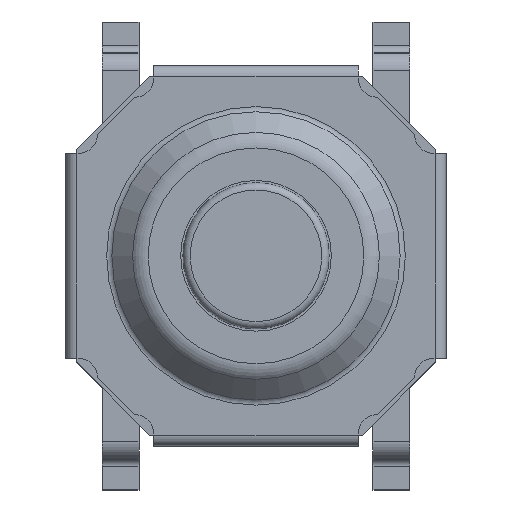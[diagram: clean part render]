
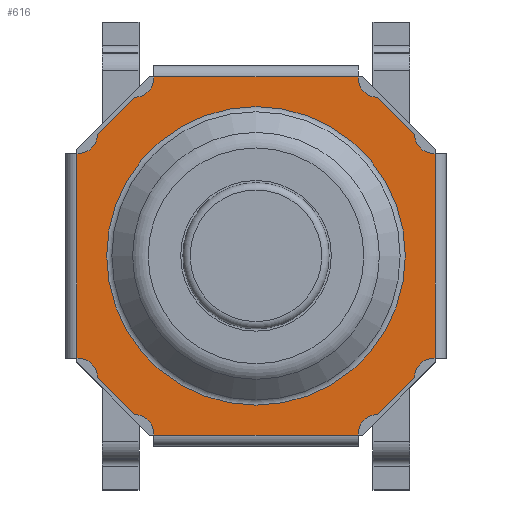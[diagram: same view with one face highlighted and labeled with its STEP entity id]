
A CAD part, top view. The second image highlights one B-rep face of the part: STEP entity #616.
In plain terms, the highlighted planar face has unit normal (0, 0, 1).
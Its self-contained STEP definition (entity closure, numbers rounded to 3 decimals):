
#616=ADVANCED_FACE('',(#2297,#2299),#2301,.T.);
#2297=FACE_BOUND('',#2298,.T.);
#2298=EDGE_LOOP('',(#3648,#3649,#3650,#3651,#3652,#3653,#3654,#3655,#3656,#3657,
#3658,#3659,#3660,#3661,#3662,#3663,#3664,#3665,#3666,#3667,#3668,#3669,#3670,#3671));
#2299=FACE_BOUND('',#2300,.T.);
#2300=EDGE_LOOP('',(#3672));
#2301=PLANE('',#2302);
#2302=AXIS2_PLACEMENT_3D('',#2303,#2304,#2305);
#2303=CARTESIAN_POINT('',(0.,0.,0.85));
#2304=DIRECTION('',(0.,0.,1.));
#2305=DIRECTION('',(1.,0.,0.));
#3648=ORIENTED_EDGE('',*,*,#4493,.T.);
#3649=ORIENTED_EDGE('',*,*,#4482,.T.);
#3650=ORIENTED_EDGE('',*,*,#4479,.T.);
#3651=ORIENTED_EDGE('',*,*,#4477,.T.);
#3652=ORIENTED_EDGE('',*,*,#4475,.T.);
#3653=ORIENTED_EDGE('',*,*,#4473,.T.);
#3654=ORIENTED_EDGE('',*,*,#4494,.T.);
#3655=ORIENTED_EDGE('',*,*,#4468,.T.);
#3656=ORIENTED_EDGE('',*,*,#4465,.T.);
#3657=ORIENTED_EDGE('',*,*,#4463,.T.);
#3658=ORIENTED_EDGE('',*,*,#4461,.T.);
#3659=ORIENTED_EDGE('',*,*,#4459,.T.);
#3660=ORIENTED_EDGE('',*,*,#4495,.T.);
#3661=ORIENTED_EDGE('',*,*,#4454,.T.);
#3662=ORIENTED_EDGE('',*,*,#4451,.T.);
#3663=ORIENTED_EDGE('',*,*,#4449,.T.);
#3664=ORIENTED_EDGE('',*,*,#4447,.T.);
#3665=ORIENTED_EDGE('',*,*,#4445,.T.);
#3666=ORIENTED_EDGE('',*,*,#4496,.T.);
#3667=ORIENTED_EDGE('',*,*,#4440,.T.);
#3668=ORIENTED_EDGE('',*,*,#4437,.T.);
#3669=ORIENTED_EDGE('',*,*,#4435,.T.);
#3670=ORIENTED_EDGE('',*,*,#4433,.T.);
#3671=ORIENTED_EDGE('',*,*,#4431,.T.);
#3672=ORIENTED_EDGE('',*,*,#4497,.F.);
#4431=EDGE_CURVE('',#4983,#4981,#4984,.T.);
#4433=EDGE_CURVE('',#4986,#4983,#4987,.T.);
#4435=EDGE_CURVE('',#4989,#4986,#4990,.T.);
#4437=EDGE_CURVE('',#4992,#4989,#4993,.T.);
#4440=EDGE_CURVE('',#4995,#4992,#4997,.T.);
#4445=EDGE_CURVE('',#5005,#5003,#5006,.T.);
#4447=EDGE_CURVE('',#5008,#5005,#5009,.T.);
#4449=EDGE_CURVE('',#5011,#5008,#5012,.T.);
#4451=EDGE_CURVE('',#5014,#5011,#5015,.T.);
#4454=EDGE_CURVE('',#5017,#5014,#5019,.T.);
#4459=EDGE_CURVE('',#5027,#5025,#5028,.T.);
#4461=EDGE_CURVE('',#5030,#5027,#5031,.T.);
#4463=EDGE_CURVE('',#5033,#5030,#5034,.T.);
#4465=EDGE_CURVE('',#5036,#5033,#5037,.T.);
#4468=EDGE_CURVE('',#5039,#5036,#5041,.T.);
#4473=EDGE_CURVE('',#5049,#5047,#5050,.T.);
#4475=EDGE_CURVE('',#5052,#5049,#5053,.T.);
#4477=EDGE_CURVE('',#5055,#5052,#5056,.T.);
#4479=EDGE_CURVE('',#5058,#5055,#5059,.T.);
#4482=EDGE_CURVE('',#5061,#5058,#5063,.T.);
#4493=EDGE_CURVE('',#4981,#5061,#5081,.T.);
#4494=EDGE_CURVE('',#5047,#5039,#5082,.T.);
#4495=EDGE_CURVE('',#5025,#5017,#5083,.T.);
#4496=EDGE_CURVE('',#5003,#4995,#5084,.T.);
#4497=EDGE_CURVE('',#5085,#5085,#5086,.T.);
#4981=VERTEX_POINT('',#5989);
#4983=VERTEX_POINT('',#5993);
#4984=LINE('',#5994,#5995);
#4986=VERTEX_POINT('',#6000);
#4987=CIRCLE('',#6001,0.26);
#4989=VERTEX_POINT('',#6008);
#4990=LINE('',#6009,#6010);
#4992=VERTEX_POINT('',#6015);
#4993=CIRCLE('',#6016,0.26);
#4995=VERTEX_POINT('',#6023);
#4997=LINE('',#6027,#6028);
#5003=VERTEX_POINT('',#6043);
#5005=VERTEX_POINT('',#6047);
#5006=LINE('',#6048,#6049);
#5008=VERTEX_POINT('',#6054);
#5009=CIRCLE('',#6055,0.26);
#5011=VERTEX_POINT('',#6062);
#5012=LINE('',#6063,#6064);
#5014=VERTEX_POINT('',#6069);
#5015=CIRCLE('',#6070,0.26);
#5017=VERTEX_POINT('',#6077);
#5019=LINE('',#6081,#6082);
#5025=VERTEX_POINT('',#6097);
#5027=VERTEX_POINT('',#6101);
#5028=LINE('',#6102,#6103);
#5030=VERTEX_POINT('',#6108);
#5031=CIRCLE('',#6109,0.26);
#5033=VERTEX_POINT('',#6116);
#5034=LINE('',#6117,#6118);
#5036=VERTEX_POINT('',#6123);
#5037=CIRCLE('',#6124,0.26);
#5039=VERTEX_POINT('',#6131);
#5041=LINE('',#6135,#6136);
#5047=VERTEX_POINT('',#6151);
#5049=VERTEX_POINT('',#6155);
#5050=LINE('',#6156,#6157);
#5052=VERTEX_POINT('',#6162);
#5053=CIRCLE('',#6163,0.26);
#5055=VERTEX_POINT('',#6170);
#5056=LINE('',#6171,#6172);
#5058=VERTEX_POINT('',#6177);
#5059=CIRCLE('',#6178,0.26);
#5061=VERTEX_POINT('',#6185);
#5063=LINE('',#6189,#6190);
#5081=LINE('',#6234,#6235);
#5082=LINE('',#6237,#6238);
#5083=LINE('',#6240,#6241);
#5084=LINE('',#6243,#6244);
#5085=VERTEX_POINT('',#6246);
#5086=CIRCLE('',#6247,2.041);
#5989=CARTESIAN_POINT('',(2.45,-1.4,0.85));
#5993=CARTESIAN_POINT('',(2.429,-1.4,0.85));
#5994=CARTESIAN_POINT('',(2.429,-1.4,0.85));
#5995=VECTOR('',#5996,1.);
#5996=DIRECTION('',(1.,0.,0.));
#6000=CARTESIAN_POINT('',(2.169,-1.66,0.85));
#6001=AXIS2_PLACEMENT_3D('',#6002,#6003,#6004);
#6002=CARTESIAN_POINT('',(2.429,-1.66,0.85));
#6003=DIRECTION('',(0.,0.,-1.));
#6004=DIRECTION('',(-1.,0.,0.));
#6008=CARTESIAN_POINT('',(1.66,-2.169,0.85));
#6009=CARTESIAN_POINT('',(1.66,-2.169,0.85));
#6010=VECTOR('',#6011,1.);
#6011=DIRECTION('',(0.707,0.707,0.));
#6015=CARTESIAN_POINT('',(1.4,-2.429,0.85));
#6016=AXIS2_PLACEMENT_3D('',#6017,#6018,#6019);
#6017=CARTESIAN_POINT('',(1.66,-2.429,0.85));
#6018=DIRECTION('',(0.,0.,-1.));
#6019=DIRECTION('',(-1.,0.,0.));
#6023=CARTESIAN_POINT('',(1.4,-2.45,0.85));
#6027=CARTESIAN_POINT('',(1.4,-2.45,0.85));
#6028=VECTOR('',#6029,1.);
#6029=DIRECTION('',(0.,1.,0.));
#6043=CARTESIAN_POINT('',(-1.4,-2.45,0.85));
#6047=CARTESIAN_POINT('',(-1.4,-2.429,0.85));
#6048=CARTESIAN_POINT('',(-1.4,-2.429,0.85));
#6049=VECTOR('',#6050,1.);
#6050=DIRECTION('',(0.,-1.,0.));
#6054=CARTESIAN_POINT('',(-1.66,-2.169,0.85));
#6055=AXIS2_PLACEMENT_3D('',#6056,#6057,#6058);
#6056=CARTESIAN_POINT('',(-1.66,-2.429,0.85));
#6057=DIRECTION('',(0.,0.,-1.));
#6058=DIRECTION('',(0.,1.,0.));
#6062=CARTESIAN_POINT('',(-2.169,-1.66,0.85));
#6063=CARTESIAN_POINT('',(-2.169,-1.66,0.85));
#6064=VECTOR('',#6065,1.);
#6065=DIRECTION('',(0.707,-0.707,0.));
#6069=CARTESIAN_POINT('',(-2.429,-1.4,0.85));
#6070=AXIS2_PLACEMENT_3D('',#6071,#6072,#6073);
#6071=CARTESIAN_POINT('',(-2.429,-1.66,0.85));
#6072=DIRECTION('',(0.,0.,-1.));
#6073=DIRECTION('',(0.,1.,0.));
#6077=CARTESIAN_POINT('',(-2.45,-1.4,0.85));
#6081=CARTESIAN_POINT('',(-2.45,-1.4,0.85));
#6082=VECTOR('',#6083,1.);
#6083=DIRECTION('',(1.,0.,0.));
#6097=CARTESIAN_POINT('',(-2.45,1.4,0.85));
#6101=CARTESIAN_POINT('',(-2.429,1.4,0.85));
#6102=CARTESIAN_POINT('',(-2.429,1.4,0.85));
#6103=VECTOR('',#6104,1.);
#6104=DIRECTION('',(-1.,0.,0.));
#6108=CARTESIAN_POINT('',(-2.169,1.66,0.85));
#6109=AXIS2_PLACEMENT_3D('',#6110,#6111,#6112);
#6110=CARTESIAN_POINT('',(-2.429,1.66,0.85));
#6111=DIRECTION('',(0.,0.,-1.));
#6112=DIRECTION('',(1.,0.,0.));
#6116=CARTESIAN_POINT('',(-1.66,2.169,0.85));
#6117=CARTESIAN_POINT('',(-1.66,2.169,0.85));
#6118=VECTOR('',#6119,1.);
#6119=DIRECTION('',(-0.707,-0.707,0.));
#6123=CARTESIAN_POINT('',(-1.4,2.429,0.85));
#6124=AXIS2_PLACEMENT_3D('',#6125,#6126,#6127);
#6125=CARTESIAN_POINT('',(-1.66,2.429,0.85));
#6126=DIRECTION('',(0.,0.,-1.));
#6127=DIRECTION('',(1.,0.,0.));
#6131=CARTESIAN_POINT('',(-1.4,2.45,0.85));
#6135=CARTESIAN_POINT('',(-1.4,2.45,0.85));
#6136=VECTOR('',#6137,1.);
#6137=DIRECTION('',(0.,-1.,0.));
#6151=CARTESIAN_POINT('',(1.4,2.45,0.85));
#6155=CARTESIAN_POINT('',(1.4,2.429,0.85));
#6156=CARTESIAN_POINT('',(1.4,2.429,0.85));
#6157=VECTOR('',#6158,1.);
#6158=DIRECTION('',(0.,1.,0.));
#6162=CARTESIAN_POINT('',(1.66,2.169,0.85));
#6163=AXIS2_PLACEMENT_3D('',#6164,#6165,#6166);
#6164=CARTESIAN_POINT('',(1.66,2.429,0.85));
#6165=DIRECTION('',(0.,0.,-1.));
#6166=DIRECTION('',(0.,-1.,0.));
#6170=CARTESIAN_POINT('',(2.169,1.66,0.85));
#6171=CARTESIAN_POINT('',(2.169,1.66,0.85));
#6172=VECTOR('',#6173,1.);
#6173=DIRECTION('',(-0.707,0.707,0.));
#6177=CARTESIAN_POINT('',(2.429,1.4,0.85));
#6178=AXIS2_PLACEMENT_3D('',#6179,#6180,#6181);
#6179=CARTESIAN_POINT('',(2.429,1.66,0.85));
#6180=DIRECTION('',(0.,0.,-1.));
#6181=DIRECTION('',(0.,-1.,0.));
#6185=CARTESIAN_POINT('',(2.45,1.4,0.85));
#6189=CARTESIAN_POINT('',(2.45,1.4,0.85));
#6190=VECTOR('',#6191,1.);
#6191=DIRECTION('',(-1.,0.,0.));
#6234=CARTESIAN_POINT('',(2.45,-1.4,0.85));
#6235=VECTOR('',#6236,1.);
#6236=DIRECTION('',(0.,1.,0.));
#6237=CARTESIAN_POINT('',(1.4,2.45,0.85));
#6238=VECTOR('',#6239,1.);
#6239=DIRECTION('',(-1.,0.,0.));
#6240=CARTESIAN_POINT('',(-2.45,1.4,0.85));
#6241=VECTOR('',#6242,1.);
#6242=DIRECTION('',(0.,-1.,0.));
#6243=CARTESIAN_POINT('',(-1.4,-2.45,0.85));
#6244=VECTOR('',#6245,1.);
#6245=DIRECTION('',(1.,0.,0.));
#6246=CARTESIAN_POINT('',(2.041,0.,0.85));
#6247=AXIS2_PLACEMENT_3D('',#6248,#6249,#6250);
#6248=CARTESIAN_POINT('',(0.,0.,0.85));
#6249=DIRECTION('',(0.,0.,1.));
#6250=DIRECTION('',(1.,0.,0.));
